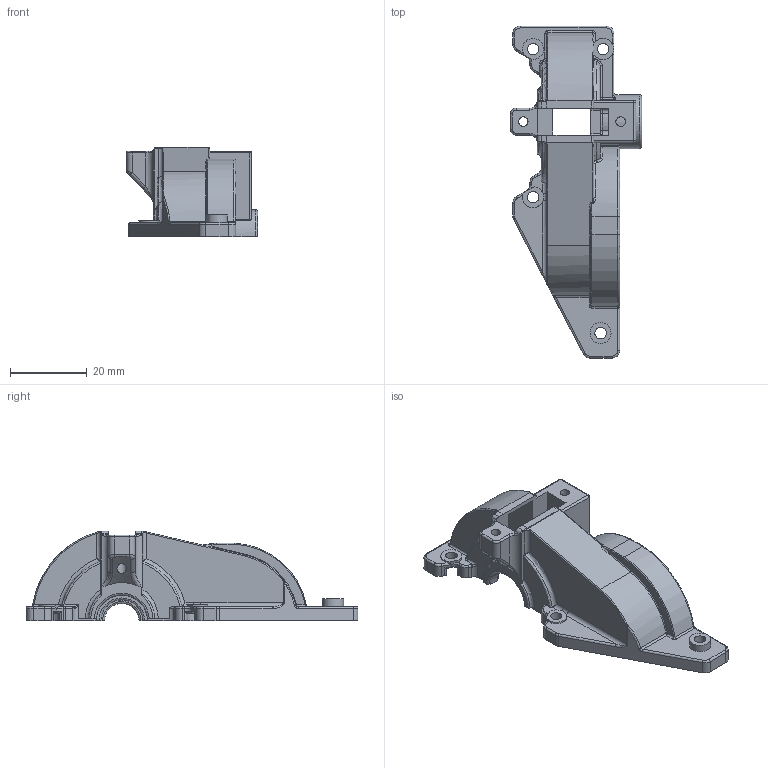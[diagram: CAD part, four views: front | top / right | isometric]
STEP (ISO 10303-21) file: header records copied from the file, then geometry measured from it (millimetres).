
FILE_DESCRIPTION(/* description */ ('Unknown'),/* implementation_level */ '2;1');
FILE_NAME(/* name */ 'Carter pignon support fourche',/* time_stamp */ '2023-01-27T12:00:58+01:00',/* author */ ('Unknown'),/* organization */ ('Unknown'),/* preprocessor_version */ 'ST-DEVELOPER v16.7',/* originating_system */ 'DEX',/* authorisation */ $);
FILE_SCHEMA (('AUTOMOTIVE_DESIGN {1 0 10303 214 3 1 1}'));
Length unit declared in the file: millimetre
Products named in the file (1): 014.9-Carter pignon support fourche
Bounding box: 34.2 x 86.5 x 23.35 mm (x, y, z)
Volume: 12043.1 mm3; surface area: 10360.8 mm2
Topology: 1 solids, 1 shells, 395 faces, 1056 edges, 657 vertices
Faces by surface type: cylinder 157, plane 117, torus 79, bspline 38, sphere 3, cone 1
Full cylindrical faces by diameter (mm): 2.5 x2, 3 x4, 5.499 x2
Entity records: 12837 total; most frequent: CARTESIAN_POINT 3121, ORIENTED_EDGE 2072, DIRECTION 2049, EDGE_CURVE 1036, AXIS2_PLACEMENT_3D 801, VERTEX_POINT 651, LINE 447, VECTOR 447
